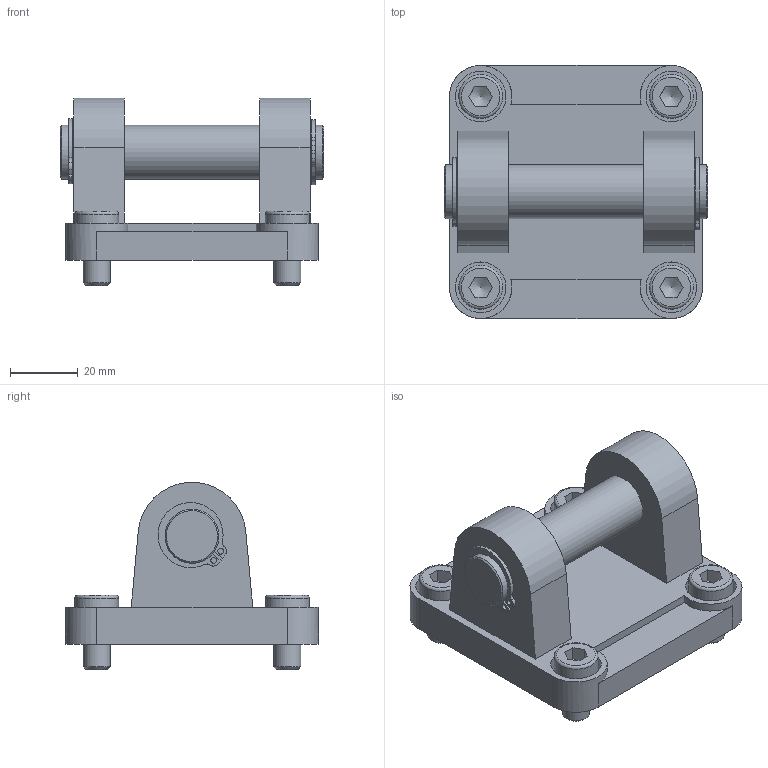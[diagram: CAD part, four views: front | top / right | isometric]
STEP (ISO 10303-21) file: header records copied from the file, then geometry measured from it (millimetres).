
FILE_DESCRIPTION(/* description */ (''),/* implementation_level */ '2;1');
FILE_NAME(/* name */ 'CAD_69632.stp',/* time_stamp */ '2016-06-09T17:47:20+02:00',/* author */ ('Hypex'),/* organization */ ('Hypex'),/* preprocessor_version */ 'ST-DEVELOPER v16.1',/* originating_system */ 'Autodesk Inventor 2016',/* authorisation */ '');
FILE_SCHEMA (('AUTOMOTIVE_DESIGN { 1 0 10303 214 3 1 1 }'));
Length unit declared in the file: millimetre
Products named in the file (1): CAD_69632
Bounding box: 78 x 75 x 55.44 mm (x, y, z)
Volume: 95688.2 mm3; surface area: 28371.9 mm2
Topology: 1 solids, 1 shells, 141 faces, 329 edges, 211 vertices
Faces by surface type: plane 73, cylinder 50, cone 10, torus 8
Full cylindrical faces by diameter (mm): 1.7 x4, 8 x4, 9 x4, 13 x4, 15 x6, 16 x5, 45 x1
Entity records: 3911 total; most frequent: CARTESIAN_POINT 666, DIRECTION 656, ORIENTED_EDGE 548, EDGE_CURVE 274, AXIS2_PLACEMENT_3D 264, EDGE_LOOP 222, VERTEX_POINT 202, STYLED_ITEM 142
